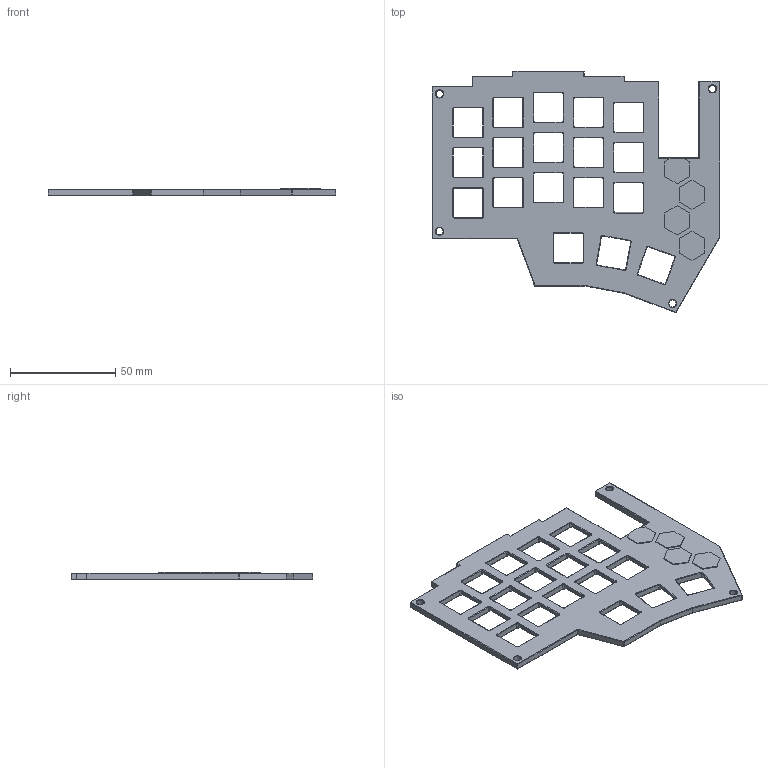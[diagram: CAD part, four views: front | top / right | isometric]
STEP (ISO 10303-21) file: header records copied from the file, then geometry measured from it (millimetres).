
FILE_DESCRIPTION(/* description */ (''),/* implementation_level */ '2;1');
FILE_NAME(/* name */ 'Left Plate.step',/* time_stamp */ '2025-06-23T20:39:14-06:00',/* author */ (''),/* organization */ (''),/* preprocessor_version */ 'ST-DEVELOPER v20.1',/* originating_system */ 'Autodesk Translation Framework v14.10.0.0',/* authorisation */ '');
FILE_SCHEMA (('AUTOMOTIVE_DESIGN { 1 0 10303 214 3 1 1 }'));
Length unit declared in the file: millimetre
Products named in the file (1): FusionComponent
Bounding box: 136.54 x 114.43 x 3.4 mm (x, y, z)
Volume: 24130.9 mm3; surface area: 22310.8 mm2
Topology: 5 solids, 5 shells, 829 faces, 1918 edges, 1096 vertices
Faces by surface type: cylinder 348, plane 301, torus 152, sphere 22, bspline 6
Full cylindrical faces by diameter (mm): 3.4 x4
Entity records: 23981 total; most frequent: CARTESIAN_POINT 4882, DIRECTION 4190, ORIENTED_EDGE 3824, EDGE_CURVE 1912, AXIS2_PLACEMENT_3D 1526, LINE 1138, VECTOR 1138, VERTEX_POINT 1096
